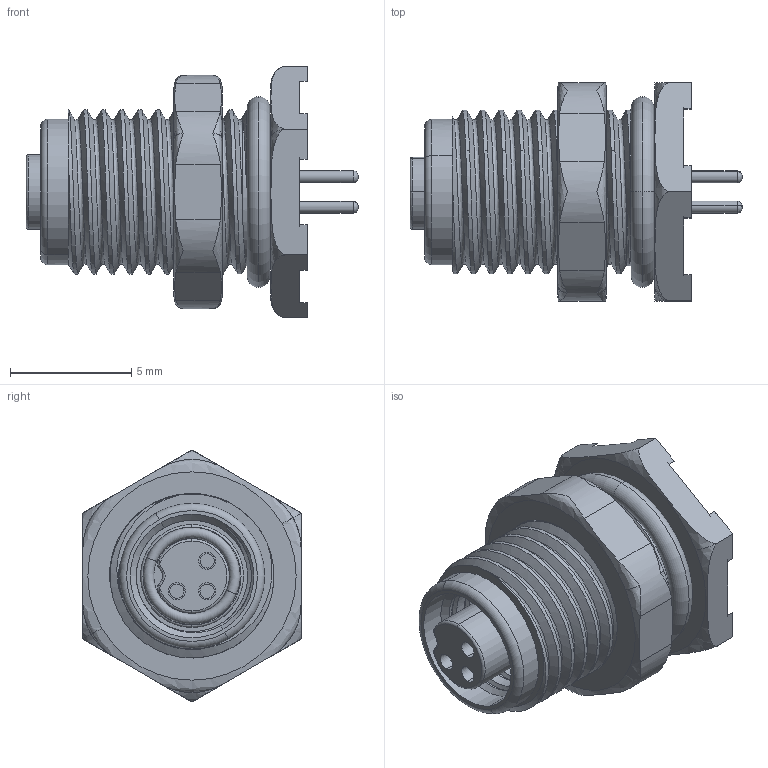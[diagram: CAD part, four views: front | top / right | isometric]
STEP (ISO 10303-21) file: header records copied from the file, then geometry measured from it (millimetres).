
FILE_DESCRIPTION (( 'STEP AP203' ), '1' );
FILE_NAME ('54-00153.STEP', '2021-03-29T22:41:23', ( '' ), ( '' ), 'SwSTEP 2.0', 'SolidWorks 2021', '' );
FILE_SCHEMA (( 'CONFIG_CONTROL_DESIGN' ));
Length unit declared in the file: millimetre
Products named in the file (8): M5Female_socket_PCB; M5F3P_PCB; M5F3P_short; M5_female panel mount threads; M5_oring_small; M5_oring_large_6 mm diameter; 54-00153; M7x.75 nut
Assembly tree (9 placements, depth 3):
  54-00153
    M5_female panel mount threads
    M7x.75 nut
    M5_oring_large_6 mm diameter
    M5F3P_PCB
      M5F3P_short
      M5Female_socket_PCB  x3
    M5_oring_small
Bounding box: 13.7 x 9 x 10.39 mm (x, y, z)
Volume: 385.6 mm3; surface area: 1246.3 mm2
Topology: 8 solids, 8 shells, 247 faces, 619 edges, 395 vertices
Faces by surface type: cylinder 122, plane 65, torus 28, bspline 18, cone 14
Entity records: 14604 total; most frequent: CARTESIAN_POINT 9209, ORIENTED_EDGE 1038, DIRECTION 868, EDGE_CURVE 519, AXIS2_PLACEMENT_3D 358, VERTEX_POINT 335, EDGE_LOOP 220, FACE_OUTER_BOUND 201
